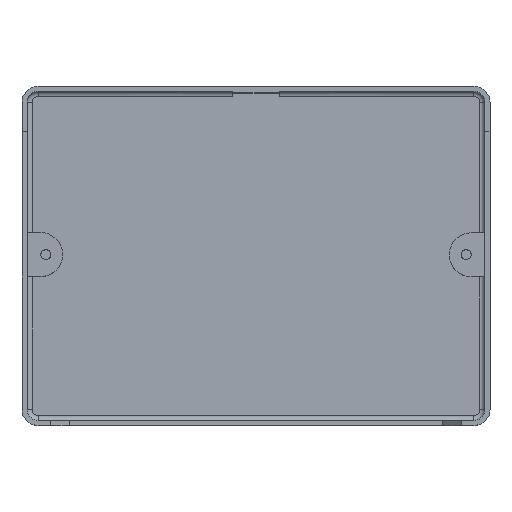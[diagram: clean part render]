
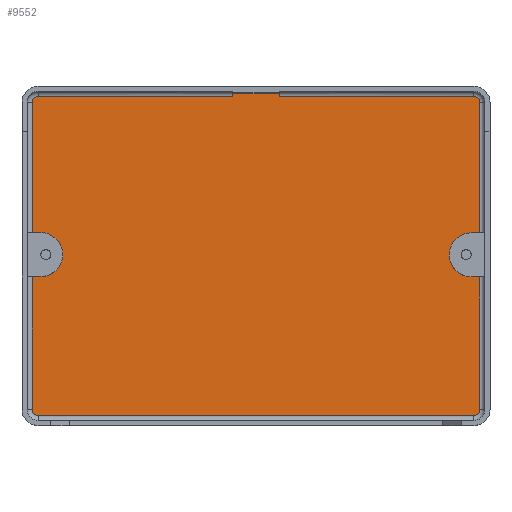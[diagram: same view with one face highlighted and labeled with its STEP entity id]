
A CAD part, top view. The second image highlights one B-rep face of the part: STEP entity #9552.
In plain terms, the highlighted planar face has unit normal (0, 0, 1).
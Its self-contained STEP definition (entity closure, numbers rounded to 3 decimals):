
#223=FACE_OUTER_BOUND('',#696,.T.);
#696=EDGE_LOOP('',(#6355,#6356,#6357,#6358,#6359,#6360,#6361,#6362,#6363,
#6364,#6365,#6366,#6367,#6368,#6369,#6370,#6371,#6372,#6373,#6374));
#1339=LINE('',#12967,#2662);
#1340=LINE('',#12973,#2663);
#1342=LINE('',#12976,#2665);
#1346=LINE('',#12984,#2669);
#1347=LINE('',#12988,#2670);
#1348=LINE('',#12990,#2671);
#1349=LINE('',#12994,#2672);
#1350=LINE('',#12996,#2673);
#1351=LINE('',#13000,#2674);
#1352=LINE('',#13004,#2675);
#1353=LINE('',#13006,#2676);
#1354=LINE('',#13010,#2677);
#1355=LINE('',#13012,#2678);
#1356=LINE('',#13015,#2679);
#2662=VECTOR('',#10576,10.);
#2663=VECTOR('',#10581,10.);
#2665=VECTOR('',#10585,10.);
#2669=VECTOR('',#10591,1.);
#2670=VECTOR('',#10594,1.);
#2671=VECTOR('',#10595,10.);
#2672=VECTOR('',#10598,10.);
#2673=VECTOR('',#10599,1.);
#2674=VECTOR('',#10602,1.);
#2675=VECTOR('',#10605,1.);
#2676=VECTOR('',#10606,10.);
#2677=VECTOR('',#10609,10.);
#2678=VECTOR('',#10610,1.);
#2679=VECTOR('',#10613,1.);
#3986=CIRCLE('',#10042,2.);
#3987=CIRCLE('',#10043,7.);
#3988=CIRCLE('',#10044,2.);
#3989=CIRCLE('',#10045,2.);
#3990=CIRCLE('',#10046,7.);
#3991=CIRCLE('',#10047,2.);
#4045=VERTEX_POINT('',#12963);
#4046=VERTEX_POINT('',#12965);
#4047=VERTEX_POINT('',#12969);
#4049=VERTEX_POINT('',#12972);
#4052=VERTEX_POINT('',#12983);
#4053=VERTEX_POINT('',#12985);
#4054=VERTEX_POINT('',#12987);
#4055=VERTEX_POINT('',#12989);
#4056=VERTEX_POINT('',#12991);
#4057=VERTEX_POINT('',#12993);
#4058=VERTEX_POINT('',#12995);
#4059=VERTEX_POINT('',#12997);
#4060=VERTEX_POINT('',#12999);
#4061=VERTEX_POINT('',#13001);
#4062=VERTEX_POINT('',#13003);
#4063=VERTEX_POINT('',#13005);
#4064=VERTEX_POINT('',#13007);
#4065=VERTEX_POINT('',#13009);
#4066=VERTEX_POINT('',#13011);
#4067=VERTEX_POINT('',#13013);
#4962=EDGE_CURVE('',#4045,#4046,#1339,.T.);
#4964=EDGE_CURVE('',#4047,#4049,#1340,.T.);
#4966=EDGE_CURVE('',#4046,#4049,#1342,.T.);
#4970=EDGE_CURVE('',#4047,#4052,#1346,.T.);
#4971=EDGE_CURVE('',#4052,#4053,#3986,.T.);
#4972=EDGE_CURVE('',#4053,#4054,#1347,.T.);
#4973=EDGE_CURVE('',#4054,#4055,#1348,.T.);
#4974=EDGE_CURVE('',#4056,#4055,#3987,.F.);
#4975=EDGE_CURVE('',#4056,#4057,#1349,.T.);
#4976=EDGE_CURVE('',#4057,#4058,#1350,.T.);
#4977=EDGE_CURVE('',#4058,#4059,#3988,.T.);
#4978=EDGE_CURVE('',#4059,#4060,#1351,.T.);
#4979=EDGE_CURVE('',#4060,#4061,#3989,.T.);
#4980=EDGE_CURVE('',#4061,#4062,#1352,.T.);
#4981=EDGE_CURVE('',#4062,#4063,#1353,.T.);
#4982=EDGE_CURVE('',#4064,#4063,#3990,.F.);
#4983=EDGE_CURVE('',#4064,#4065,#1354,.T.);
#4984=EDGE_CURVE('',#4065,#4066,#1355,.T.);
#4985=EDGE_CURVE('',#4066,#4067,#3991,.T.);
#4986=EDGE_CURVE('',#4067,#4045,#1356,.T.);
#6355=ORIENTED_EDGE('',*,*,#4962,.T.);
#6356=ORIENTED_EDGE('',*,*,#4966,.T.);
#6357=ORIENTED_EDGE('',*,*,#4964,.F.);
#6358=ORIENTED_EDGE('',*,*,#4970,.T.);
#6359=ORIENTED_EDGE('',*,*,#4971,.T.);
#6360=ORIENTED_EDGE('',*,*,#4972,.T.);
#6361=ORIENTED_EDGE('',*,*,#4973,.T.);
#6362=ORIENTED_EDGE('',*,*,#4974,.F.);
#6363=ORIENTED_EDGE('',*,*,#4975,.T.);
#6364=ORIENTED_EDGE('',*,*,#4976,.T.);
#6365=ORIENTED_EDGE('',*,*,#4977,.T.);
#6366=ORIENTED_EDGE('',*,*,#4978,.T.);
#6367=ORIENTED_EDGE('',*,*,#4979,.T.);
#6368=ORIENTED_EDGE('',*,*,#4980,.T.);
#6369=ORIENTED_EDGE('',*,*,#4981,.T.);
#6370=ORIENTED_EDGE('',*,*,#4982,.F.);
#6371=ORIENTED_EDGE('',*,*,#4983,.T.);
#6372=ORIENTED_EDGE('',*,*,#4984,.T.);
#6373=ORIENTED_EDGE('',*,*,#4985,.T.);
#6374=ORIENTED_EDGE('',*,*,#4986,.T.);
#9112=PLANE('',#10041);
#9552=ADVANCED_FACE('',(#223),#9112,.T.);
#10041=AXIS2_PLACEMENT_3D('',#12982,#10589,#10590);
#10042=AXIS2_PLACEMENT_3D('',#12986,#10592,#10593);
#10043=AXIS2_PLACEMENT_3D('',#12992,#10596,#10597);
#10044=AXIS2_PLACEMENT_3D('',#12998,#10600,#10601);
#10045=AXIS2_PLACEMENT_3D('',#13002,#10603,#10604);
#10046=AXIS2_PLACEMENT_3D('',#13008,#10607,#10608);
#10047=AXIS2_PLACEMENT_3D('',#13014,#10611,#10612);
#10576=DIRECTION('',(0.,1.,0.));
#10581=DIRECTION('',(0.,1.,0.));
#10585=DIRECTION('',(-1.,0.,0.));
#10589=DIRECTION('center_axis',(0.,0.,1.));
#10590=DIRECTION('ref_axis',(1.,0.,0.));
#10591=DIRECTION('',(-1.,0.,0.));
#10592=DIRECTION('center_axis',(0.,0.,1.));
#10593=DIRECTION('ref_axis',(0.,1.,0.));
#10594=DIRECTION('',(0.,-1.,0.));
#10595=DIRECTION('',(1.,0.,0.));
#10596=DIRECTION('center_axis',(0.,0.,-1.));
#10597=DIRECTION('ref_axis',(0.707,-0.707,0.));
#10598=DIRECTION('',(-1.,0.,0.));
#10599=DIRECTION('',(0.,-1.,0.));
#10600=DIRECTION('center_axis',(0.,0.,1.));
#10601=DIRECTION('ref_axis',(-1.,0.,0.));
#10602=DIRECTION('',(1.,0.,0.));
#10603=DIRECTION('center_axis',(0.,0.,1.));
#10604=DIRECTION('ref_axis',(0.,-1.,0.));
#10605=DIRECTION('',(0.,1.,0.));
#10606=DIRECTION('',(-1.,0.,0.));
#10607=DIRECTION('center_axis',(0.,0.,-1.));
#10608=DIRECTION('ref_axis',(-0.707,0.707,0.));
#10609=DIRECTION('',(1.,0.,0.));
#10610=DIRECTION('',(0.,1.,0.));
#10611=DIRECTION('center_axis',(0.,0.,1.));
#10612=DIRECTION('ref_axis',(1.,0.,0.));
#10613=DIRECTION('',(-1.,0.,0.));
#12963=CARTESIAN_POINT('',(7.5,53.4,0.));
#12965=CARTESIAN_POINT('',(7.5,54.5,0.));
#12967=CARTESIAN_POINT('',(7.5,39.5,0.));
#12969=CARTESIAN_POINT('',(-7.469,53.4,0.));
#12972=CARTESIAN_POINT('',(-7.469,54.5,0.));
#12973=CARTESIAN_POINT('',(-7.469,39.5,0.));
#12976=CARTESIAN_POINT('',(3.75,54.5,0.));
#12982=CARTESIAN_POINT('Origin',(0.,5.,0.));
#12983=CARTESIAN_POINT('',(-69.4,53.4,0.));
#12984=CARTESIAN_POINT('',(69.4,53.4,0.));
#12985=CARTESIAN_POINT('',(-71.4,51.4,0.));
#12986=CARTESIAN_POINT('Origin',(-69.4,51.4,0.));
#12987=CARTESIAN_POINT('',(-71.4,9.943,0.));
#12988=CARTESIAN_POINT('',(-71.4,66.4,0.));
#12989=CARTESIAN_POINT('',(-68.6,9.943,0.));
#12990=CARTESIAN_POINT('',(-37.3,9.943,0.));
#12991=CARTESIAN_POINT('',(-68.6,-4.057,0.));
#12992=CARTESIAN_POINT('Origin',(-68.6,2.943,0.));
#12993=CARTESIAN_POINT('',(-71.4,-4.057,0.));
#12994=CARTESIAN_POINT('',(-30.8,-4.057,0.));
#12995=CARTESIAN_POINT('',(-71.4,-46.4,0.));
#12996=CARTESIAN_POINT('',(-71.4,66.4,0.));
#12997=CARTESIAN_POINT('',(-69.4,-48.4,0.));
#12998=CARTESIAN_POINT('Origin',(-69.4,-46.4,0.));
#12999=CARTESIAN_POINT('',(69.4,-48.4,0.));
#13000=CARTESIAN_POINT('',(-69.4,-48.4,0.));
#13001=CARTESIAN_POINT('',(71.4,-46.4,0.));
#13002=CARTESIAN_POINT('Origin',(69.4,-46.4,0.));
#13003=CARTESIAN_POINT('',(71.4,-4.128,0.));
#13004=CARTESIAN_POINT('',(71.4,-46.4,0.));
#13005=CARTESIAN_POINT('',(68.6,-4.128,0.));
#13006=CARTESIAN_POINT('',(37.3,-4.128,0.));
#13007=CARTESIAN_POINT('',(68.6,9.872,0.));
#13008=CARTESIAN_POINT('Origin',(68.6,2.872,0.));
#13009=CARTESIAN_POINT('',(71.4,9.872,0.));
#13010=CARTESIAN_POINT('',(30.8,9.872,0.));
#13011=CARTESIAN_POINT('',(71.4,51.4,0.));
#13012=CARTESIAN_POINT('',(71.4,-46.4,0.));
#13013=CARTESIAN_POINT('',(69.4,53.4,0.));
#13014=CARTESIAN_POINT('Origin',(69.4,51.4,0.));
#13015=CARTESIAN_POINT('',(69.4,53.4,0.));
